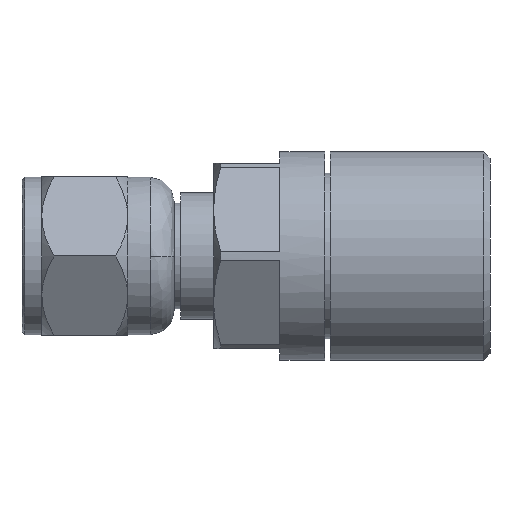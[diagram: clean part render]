
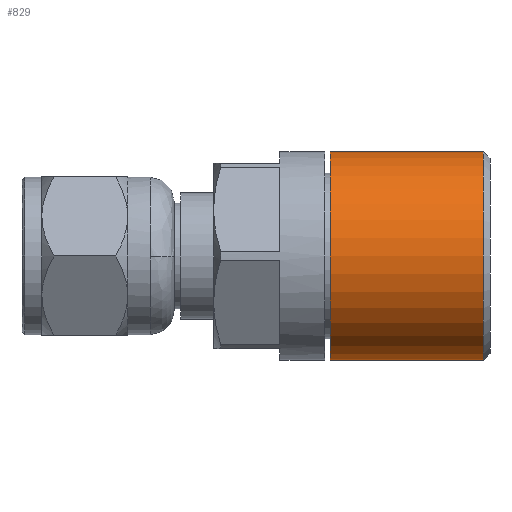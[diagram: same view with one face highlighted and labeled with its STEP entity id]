
A CAD part, front view. The second image highlights one B-rep face of the part: STEP entity #829.
In plain terms, the highlighted cylindrical face has radius 7.9 mm (diameter 15.8 mm), a partial arc.
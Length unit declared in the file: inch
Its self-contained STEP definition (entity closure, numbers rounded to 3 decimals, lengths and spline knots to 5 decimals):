
#6 = VECTOR ( 'NONE', #22, 39.37008 ) ;
#22 = DIRECTION ( 'NONE',  ( -1., 0., 0. ) ) ;
#220 = LINE ( 'NONE', #1692, #6 ) ;
#361 = ORIENTED_EDGE ( 'NONE', *, *, #2565, .T. ) ;
#394 = DIRECTION ( 'NONE',  ( -1., 0., 0. ) ) ;
#405 = CARTESIAN_POINT ( 'NONE',  ( 0.91732, 0., 0. ) ) ;
#426 = AXIS2_PLACEMENT_3D ( 'NONE', #1214, #394, #1450 ) ;
#498 = VERTEX_POINT ( 'NONE', #636 ) ;
#604 = VECTOR ( 'NONE', #1813, 39.37008 ) ;
#626 = DIRECTION ( 'NONE',  ( -1., 0., 0. ) ) ;
#636 = CARTESIAN_POINT ( 'NONE',  ( 1.37402, 0., 0.31102 ) ) ;
#663 = VERTEX_POINT ( 'NONE', #1044 ) ;
#722 = CARTESIAN_POINT ( 'NONE',  ( 1.37402, 0., -0.31102 ) ) ;
#829 = ADVANCED_FACE ( 'NONE', ( #930 ), #1769, .T. ) ;
#930 = FACE_OUTER_BOUND ( 'NONE', #2198, .T. ) ;
#961 = CIRCLE ( 'NONE', #2587, 0.31102 ) ;
#973 = LINE ( 'NONE', #1591, #604 ) ;
#1016 = EDGE_CURVE ( 'NONE', #2333, #1284, #973, .T. ) ;
#1044 = CARTESIAN_POINT ( 'NONE',  ( 0.91732, 0., 0.31102 ) ) ;
#1046 = ORIENTED_EDGE ( 'NONE', *, *, #1328, .T. ) ;
#1118 = ORIENTED_EDGE ( 'NONE', *, *, #2496, .T. ) ;
#1214 = CARTESIAN_POINT ( 'NONE',  ( 1.37402, 0., 0. ) ) ;
#1284 = VERTEX_POINT ( 'NONE', #1515 ) ;
#1328 = EDGE_CURVE ( 'NONE', #498, #663, #220, .T. ) ;
#1334 = ORIENTED_EDGE ( 'NONE', *, *, #1016, .F. ) ;
#1446 = CIRCLE ( 'NONE', #426, 0.31102 ) ;
#1450 = DIRECTION ( 'NONE',  ( 0., 0., 1. ) ) ;
#1473 = CARTESIAN_POINT ( 'NONE',  ( 1.46339, 0., 0. ) ) ;
#1515 = CARTESIAN_POINT ( 'NONE',  ( 0.91732, 0., -0.31102 ) ) ;
#1591 = CARTESIAN_POINT ( 'NONE',  ( 1.46339, 0., -0.31102 ) ) ;
#1692 = CARTESIAN_POINT ( 'NONE',  ( 1.46339, 0., 0.31102 ) ) ;
#1769 = CYLINDRICAL_SURFACE ( 'NONE', #2014, 0.31102 ) ;
#1813 = DIRECTION ( 'NONE',  ( -1., 0., 0. ) ) ;
#2014 = AXIS2_PLACEMENT_3D ( 'NONE', #1473, #626, #2551 ) ;
#2198 = EDGE_LOOP ( 'NONE', ( #1334, #361, #1046, #1118 ) ) ;
#2333 = VERTEX_POINT ( 'NONE', #722 ) ;
#2468 = DIRECTION ( 'NONE',  ( 1., 0., 0. ) ) ;
#2496 = EDGE_CURVE ( 'NONE', #663, #1284, #961, .T. ) ;
#2520 = DIRECTION ( 'NONE',  ( 0., 0., 1. ) ) ;
#2551 = DIRECTION ( 'NONE',  ( 0., 0., 1. ) ) ;
#2565 = EDGE_CURVE ( 'NONE', #2333, #498, #1446, .T. ) ;
#2587 = AXIS2_PLACEMENT_3D ( 'NONE', #405, #2468, #2520 ) ;
